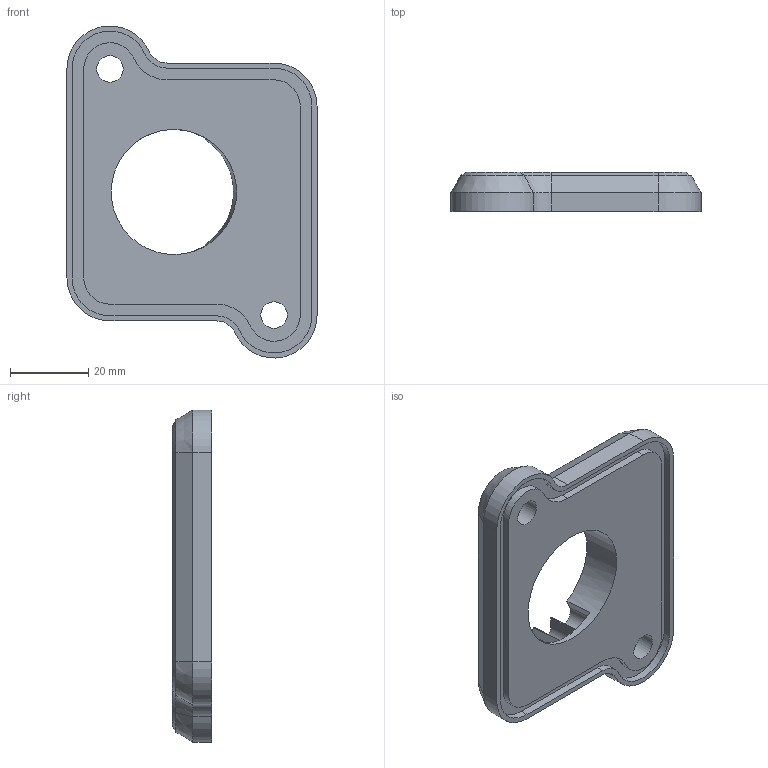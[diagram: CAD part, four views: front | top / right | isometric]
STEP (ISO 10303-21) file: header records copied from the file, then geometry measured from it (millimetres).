
FILE_DESCRIPTION(/* description */ (''),/* implementation_level */ '2;1');
FILE_NAME(/* name */ 'vw_audi_1.8t_coil_pack_adapter_angled_machinable.stp',/* time_stamp */ '2021-10-05T00:24:20-07:00',/* author */ ('Andrew'),/* organization */ (''),/* preprocessor_version */ 'ST-DEVELOPER v18.1',/* originating_system */ 'Autodesk Inventor 2021',/* authorisation */ '');
FILE_SCHEMA (('AUTOMOTIVE_DESIGN { 1 0 10303 214 3 1 1 }'));
Length unit declared in the file: millimetre
Products named in the file (1): vw_audi_1.8t_coil_pack_adapter_machinable
Bounding box: 64 x 10 x 84.98 mm (x, y, z)
Volume: 30983.9 mm3; surface area: 12102.4 mm2
Topology: 1 solids, 1 shells, 81 faces, 212 edges, 135 vertices
Faces by surface type: plane 42, cylinder 27, cone 12
Full cylindrical faces by diameter (mm): 6.75 x2, 32 x1
Entity records: 2628 total; most frequent: DIRECTION 455, CARTESIAN_POINT 429, ORIENTED_EDGE 424, EDGE_CURVE 212, AXIS2_PLACEMENT_3D 161, VERTEX_POINT 135, LINE 133, VECTOR 133
